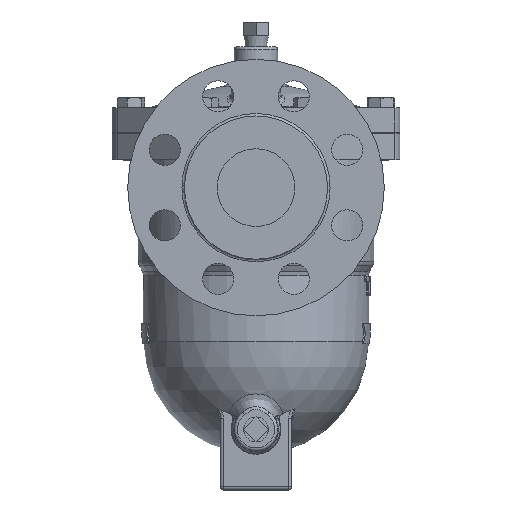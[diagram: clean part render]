
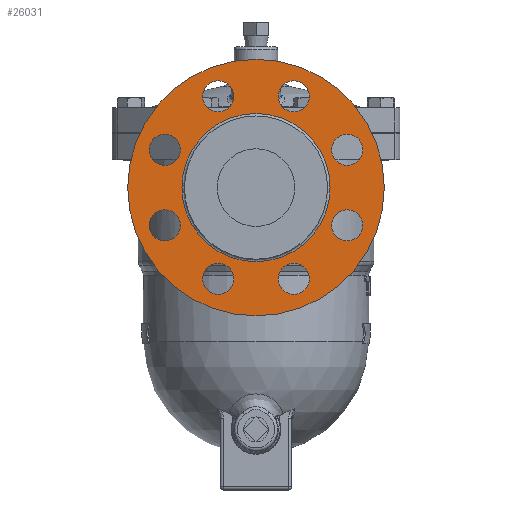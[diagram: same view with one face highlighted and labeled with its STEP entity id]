
A CAD part, left-side view. The second image highlights one B-rep face of the part: STEP entity #26031.
In plain terms, the highlighted planar face has unit normal (-1, 0, 0).
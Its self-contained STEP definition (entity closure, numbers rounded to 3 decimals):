
#25462=CARTESIAN_POINT('',(-141.4,51.595,-17.771));
#25463=VERTEX_POINT('',#25462);
#25464=CARTESIAN_POINT('',(-141.4,58.666,-10.7));
#25465=DIRECTION('',(1.0,0.,0.));
#25466=DIRECTION('',(0.,0.707,0.707));
#25467=AXIS2_PLACEMENT_3D('',#25464,#25465,#25466);
#25468=CIRCLE('',#25467,10.0);
#25469=EDGE_CURVE('',#25463,#25463,#25468,.T.);
#25511=CARTESIAN_POINT('',(-141.4,48.666,-59.3));
#25512=VERTEX_POINT('',#25511);
#25513=CARTESIAN_POINT('',(-141.4,58.666,-59.3));
#25514=DIRECTION('',(1.0,0.0,0.0));
#25515=DIRECTION('',(0.0,1.0,0.0));
#25516=AXIS2_PLACEMENT_3D('',#25513,#25514,#25515);
#25517=CIRCLE('',#25516,10.0);
#25518=EDGE_CURVE('',#25512,#25512,#25517,.T.);
#25560=CARTESIAN_POINT('',(-141.4,17.229,-86.595));
#25561=VERTEX_POINT('',#25560);
#25562=CARTESIAN_POINT('',(-141.4,24.3,-93.666));
#25563=DIRECTION('',(1.0,0.,0.));
#25564=DIRECTION('',(0.,0.707,-0.707));
#25565=AXIS2_PLACEMENT_3D('',#25562,#25563,#25564);
#25566=CIRCLE('',#25565,10.0);
#25567=EDGE_CURVE('',#25561,#25561,#25566,.T.);
#25609=CARTESIAN_POINT('',(-141.4,-24.3,-83.666));
#25610=VERTEX_POINT('',#25609);
#25611=CARTESIAN_POINT('',(-141.4,-24.3,-93.666));
#25612=DIRECTION('',(1.0,0.0,0.0));
#25613=DIRECTION('',(0.0,0.0,-1.0));
#25614=AXIS2_PLACEMENT_3D('',#25611,#25612,#25613);
#25615=CIRCLE('',#25614,10.0);
#25616=EDGE_CURVE('',#25610,#25610,#25615,.T.);
#25658=CARTESIAN_POINT('',(-141.4,-51.595,-52.229));
#25659=VERTEX_POINT('',#25658);
#25660=CARTESIAN_POINT('',(-141.4,-58.666,-59.3));
#25661=DIRECTION('',(1.0,0.,0.));
#25662=DIRECTION('',(0.,-0.707,-0.707));
#25663=AXIS2_PLACEMENT_3D('',#25660,#25661,#25662);
#25664=CIRCLE('',#25663,10.0);
#25665=EDGE_CURVE('',#25659,#25659,#25664,.T.);
#25707=CARTESIAN_POINT('',(-141.4,-48.666,-10.7));
#25708=VERTEX_POINT('',#25707);
#25709=CARTESIAN_POINT('',(-141.4,-58.666,-10.7));
#25710=DIRECTION('',(1.0,0.0,0.0));
#25711=DIRECTION('',(0.0,-1.0,0.0));
#25712=AXIS2_PLACEMENT_3D('',#25709,#25710,#25711);
#25713=CIRCLE('',#25712,10.0);
#25714=EDGE_CURVE('',#25708,#25708,#25713,.T.);
#25756=CARTESIAN_POINT('',(-141.4,-17.229,16.595));
#25757=VERTEX_POINT('',#25756);
#25758=CARTESIAN_POINT('',(-141.4,-24.3,23.666));
#25759=DIRECTION('',(1.0,0.,0.));
#25760=DIRECTION('',(0.,-0.707,0.707));
#25761=AXIS2_PLACEMENT_3D('',#25758,#25759,#25760);
#25762=CIRCLE('',#25761,10.0);
#25763=EDGE_CURVE('',#25757,#25757,#25762,.T.);
#25816=CARTESIAN_POINT('',(-141.4,24.3,13.666));
#25817=VERTEX_POINT('',#25816);
#25818=CARTESIAN_POINT('',(-141.4,24.3,23.666));
#25819=DIRECTION('',(1.0,0.0,0.0));
#25820=DIRECTION('',(0.0,0.0,1.0));
#25821=AXIS2_PLACEMENT_3D('',#25818,#25819,#25820);
#25822=CIRCLE('',#25821,10.0);
#25823=EDGE_CURVE('',#25817,#25817,#25822,.T.);
#25905=CARTESIAN_POINT('',(-141.4,0.,47.5));
#25906=VERTEX_POINT('',#25905);
#25907=CARTESIAN_POINT('',(-141.4,0.0,-35.));
#25908=DIRECTION('',(1.0,0.0,0.0));
#25909=DIRECTION('',(0.0,0.0,-1.0));
#25910=AXIS2_PLACEMENT_3D('',#25907,#25908,#25909);
#25911=CIRCLE('',#25910,82.5);
#25912=EDGE_CURVE('',#25906,#25906,#25911,.T.);
#25973=CARTESIAN_POINT('',(-141.4,0.,12.65));
#25974=VERTEX_POINT('',#25973);
#25975=CARTESIAN_POINT('',(-141.4,0.0,-35.));
#25976=DIRECTION('',(-1.0,0.0,0.0));
#25977=DIRECTION('',(0.0,0.0,-1.0));
#25978=AXIS2_PLACEMENT_3D('',#25975,#25976,#25977);
#25979=CIRCLE('',#25978,47.65);
#25980=EDGE_CURVE('',#25974,#25974,#25979,.T.);
#25996=CARTESIAN_POINT('',(-141.4,0.0,-35.));
#25997=DIRECTION('',(1.0,0.0,0.0));
#25998=DIRECTION('',(0.0,0.0,-1.0));
#25999=AXIS2_PLACEMENT_3D('',#25996,#25997,#25998);
#26000=PLANE('',#25999);
#26001=ORIENTED_EDGE('',*,*,#25912,.F.);
#26002=EDGE_LOOP('',(#26001));
#26003=FACE_OUTER_BOUND('',#26002,.T.);
#26004=ORIENTED_EDGE('',*,*,#25469,.T.);
#26005=EDGE_LOOP('',(#26004));
#26006=FACE_BOUND('',#26005,.T.);
#26007=ORIENTED_EDGE('',*,*,#25518,.T.);
#26008=EDGE_LOOP('',(#26007));
#26009=FACE_BOUND('',#26008,.T.);
#26010=ORIENTED_EDGE('',*,*,#25567,.T.);
#26011=EDGE_LOOP('',(#26010));
#26012=FACE_BOUND('',#26011,.T.);
#26013=ORIENTED_EDGE('',*,*,#25616,.T.);
#26014=EDGE_LOOP('',(#26013));
#26015=FACE_BOUND('',#26014,.T.);
#26016=ORIENTED_EDGE('',*,*,#25665,.T.);
#26017=EDGE_LOOP('',(#26016));
#26018=FACE_BOUND('',#26017,.T.);
#26019=ORIENTED_EDGE('',*,*,#25714,.T.);
#26020=EDGE_LOOP('',(#26019));
#26021=FACE_BOUND('',#26020,.T.);
#26022=ORIENTED_EDGE('',*,*,#25763,.T.);
#26023=EDGE_LOOP('',(#26022));
#26024=FACE_BOUND('',#26023,.T.);
#26025=ORIENTED_EDGE('',*,*,#25823,.T.);
#26026=EDGE_LOOP('',(#26025));
#26027=FACE_BOUND('',#26026,.T.);
#26028=ORIENTED_EDGE('',*,*,#25980,.F.);
#26029=EDGE_LOOP('',(#26028));
#26030=FACE_BOUND('',#26029,.T.);
#26031=ADVANCED_FACE('',(#26003,#26006,#26009,#26012,#26015,#26018,#26021,#26024,#26027,#26030),#26000,.F.);
